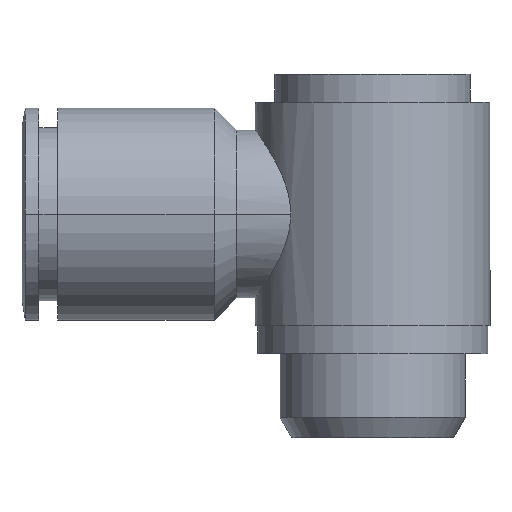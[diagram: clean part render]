
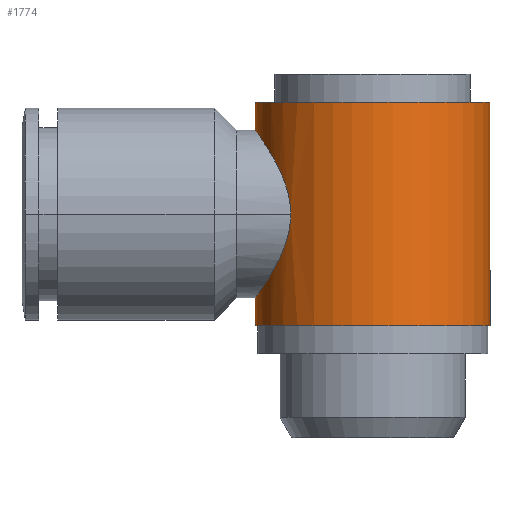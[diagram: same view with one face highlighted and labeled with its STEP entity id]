
A CAD part, left-side view. The second image highlights one B-rep face of the part: STEP entity #1774.
In plain terms, the highlighted cylindrical face has radius 10.5 mm (diameter 21 mm), a partial arc.
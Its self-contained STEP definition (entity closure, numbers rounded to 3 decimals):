
#209=CARTESIAN_POINT('',(-7.5,7.348,0.0));
#210=VERTEX_POINT('',#209);
#217=CARTESIAN_POINT('',(0.,10.5,7.5));
#218=VERTEX_POINT('',#217);
#219=CARTESIAN_POINT('',(-7.5,7.348,0.0));
#220=CARTESIAN_POINT('',(-7.5,7.348,0.668));
#221=CARTESIAN_POINT('',(-7.405,7.449,1.379));
#222=CARTESIAN_POINT('',(-7.026,7.807,2.714));
#223=CARTESIAN_POINT('',(-6.743,8.059,3.341));
#224=CARTESIAN_POINT('',(-6.097,8.558,4.413));
#225=CARTESIAN_POINT('',(-5.676,8.852,4.95));
#226=CARTESIAN_POINT('',(-4.692,9.41,5.89));
#227=CARTESIAN_POINT('',(-4.129,9.673,6.295));
#228=CARTESIAN_POINT('',(-3.058,10.059,6.872));
#229=CARTESIAN_POINT('',(-2.472,10.224,7.109));
#230=CARTESIAN_POINT('',(-1.242,10.445,7.424));
#231=CARTESIAN_POINT('',(-0.597,10.5,7.5));
#232=CARTESIAN_POINT('',(0.,10.5,7.5));
#233=B_SPLINE_CURVE_WITH_KNOTS('',3,(#219,#220,#221,#222,#223,#224,#225,#226,#227,#228,#229,#230,#231,#232),.UNSPECIFIED.,.F.,.U.,(4,2,2,2,2,2,4),(0.0,0.201,0.401,0.605,0.808,0.988,1.167),.UNSPECIFIED.);
#234=EDGE_CURVE('',#210,#218,#233,.T.);
#470=CARTESIAN_POINT('',(0.0,-10.5,-10.));
#471=VERTEX_POINT('',#470);
#472=CARTESIAN_POINT('',(0.0,-10.5,10.));
#473=VERTEX_POINT('',#472);
#474=CARTESIAN_POINT('',(0.0,-10.5,-10.));
#475=DIRECTION('',(0.0,0.0,1.0));
#476=VECTOR('',#475,20.);
#477=LINE('',#474,#476);
#478=EDGE_CURVE('',#471,#473,#477,.T.);
#480=CARTESIAN_POINT('',(0.,10.5,-10.0));
#481=VERTEX_POINT('',#480);
#489=CARTESIAN_POINT('',(0.,10.5,-7.5));
#490=VERTEX_POINT('',#489);
#491=CARTESIAN_POINT('',(0.,10.5,-7.5));
#492=DIRECTION('',(0.0,0.0,-1.0));
#493=VECTOR('',#492,2.5);
#494=LINE('',#491,#493);
#495=EDGE_CURVE('',#490,#481,#494,.T.);
#515=CARTESIAN_POINT('',(0.,10.5,10.));
#516=VERTEX_POINT('',#515);
#517=CARTESIAN_POINT('',(0.,10.5,10.));
#518=DIRECTION('',(0.0,0.0,-1.0));
#519=VECTOR('',#518,2.5);
#520=LINE('',#517,#519);
#521=EDGE_CURVE('',#516,#218,#520,.T.);
#1732=CARTESIAN_POINT('',(0.0,0.0,0.0));
#1733=DIRECTION('',(0.0,0.0,1.0));
#1734=DIRECTION('',(0.0,-1.0,0.0));
#1735=AXIS2_PLACEMENT_3D('',#1732,#1733,#1734);
#1736=CYLINDRICAL_SURFACE('',#1735,10.5);
#1737=ORIENTED_EDGE('',*,*,#478,.T.);
#1738=CARTESIAN_POINT('',(0.0,0.0,10.));
#1739=DIRECTION('',(0.0,0.0,1.0));
#1740=DIRECTION('',(0.0,-1.0,0.0));
#1741=AXIS2_PLACEMENT_3D('',#1738,#1739,#1740);
#1742=CIRCLE('',#1741,10.5);
#1743=EDGE_CURVE('',#516,#473,#1742,.T.);
#1744=ORIENTED_EDGE('',*,*,#1743,.F.);
#1745=ORIENTED_EDGE('',*,*,#521,.T.);
#1746=ORIENTED_EDGE('',*,*,#234,.F.);
#1747=CARTESIAN_POINT('',(0.,10.5,-7.5));
#1748=CARTESIAN_POINT('',(-0.597,10.5,-7.5));
#1749=CARTESIAN_POINT('',(-1.242,10.445,-7.424));
#1750=CARTESIAN_POINT('',(-2.472,10.224,-7.109));
#1751=CARTESIAN_POINT('',(-3.058,10.059,-6.872));
#1752=CARTESIAN_POINT('',(-4.129,9.673,-6.295));
#1753=CARTESIAN_POINT('',(-4.692,9.41,-5.89));
#1754=CARTESIAN_POINT('',(-5.676,8.852,-4.95));
#1755=CARTESIAN_POINT('',(-6.097,8.558,-4.413));
#1756=CARTESIAN_POINT('',(-6.743,8.059,-3.341));
#1757=CARTESIAN_POINT('',(-7.026,7.807,-2.714));
#1758=CARTESIAN_POINT('',(-7.405,7.449,-1.379));
#1759=CARTESIAN_POINT('',(-7.5,7.348,-0.668));
#1760=CARTESIAN_POINT('',(-7.5,7.348,0.0));
#1761=B_SPLINE_CURVE_WITH_KNOTS('',3,(#1747,#1748,#1749,#1750,#1751,#1752,#1753,#1754,#1755,#1756,#1757,#1758,#1759,#1760),.UNSPECIFIED.,.F.,.U.,(4,2,2,2,2,2,4),(3.5,3.679,3.858,4.062,4.266,4.466,4.667),.UNSPECIFIED.);
#1762=EDGE_CURVE('',#490,#210,#1761,.T.);
#1763=ORIENTED_EDGE('',*,*,#1762,.F.);
#1764=ORIENTED_EDGE('',*,*,#495,.T.);
#1765=CARTESIAN_POINT('',(0.0,0.0,-10.0));
#1766=DIRECTION('',(0.0,0.0,1.0));
#1767=DIRECTION('',(0.0,-1.0,0.0));
#1768=AXIS2_PLACEMENT_3D('',#1765,#1766,#1767);
#1769=CIRCLE('',#1768,10.5);
#1770=EDGE_CURVE('',#481,#471,#1769,.T.);
#1771=ORIENTED_EDGE('',*,*,#1770,.T.);
#1772=EDGE_LOOP('',(#1737,#1744,#1745,#1746,#1763,#1764,#1771));
#1773=FACE_OUTER_BOUND('',#1772,.T.);
#1774=ADVANCED_FACE('',(#1773),#1736,.T.);
